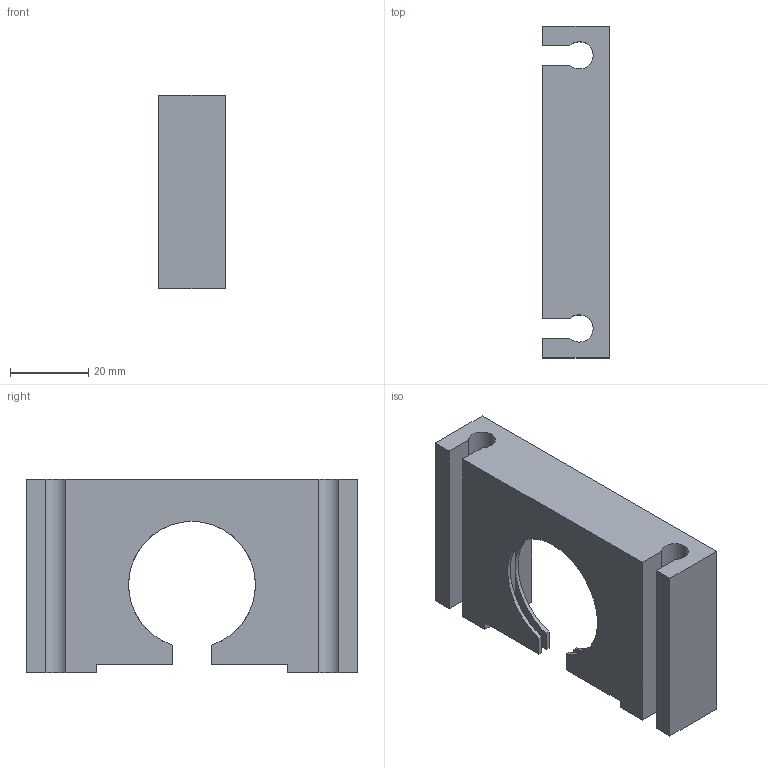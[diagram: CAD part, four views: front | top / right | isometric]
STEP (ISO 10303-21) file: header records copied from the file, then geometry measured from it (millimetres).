
FILE_DESCRIPTION (( 'STEP AP214' ), '1' );
FILE_NAME ('Cible_region.STEP', '2023-06-01T14:34:43', ( '' ), ( '' ), 'SwSTEP 2.0', 'SolidWorks 2020', '' );
FILE_SCHEMA (( 'AUTOMOTIVE_DESIGN' ));
Length unit declared in the file: millimetre
Products named in the file (1): Cible_region
Bounding box: 17 x 85 x 49.5 mm (x, y, z)
Volume: 33151.3 mm3; surface area: 15355.2 mm2
Topology: 1 solids, 1 shells, 96 faces, 257 edges, 170 vertices
Faces by surface type: plane 75, bspline 17, cylinder 4
Entity records: 4021 total; most frequent: CARTESIAN_POINT 1685, ORIENTED_EDGE 514, DIRECTION 399, EDGE_CURVE 257, LINE 207, VECTOR 207, VERTEX_POINT 170, EDGE_LOOP 103
